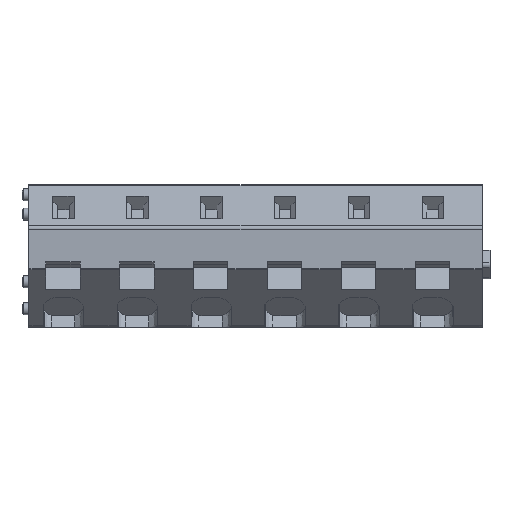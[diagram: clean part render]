
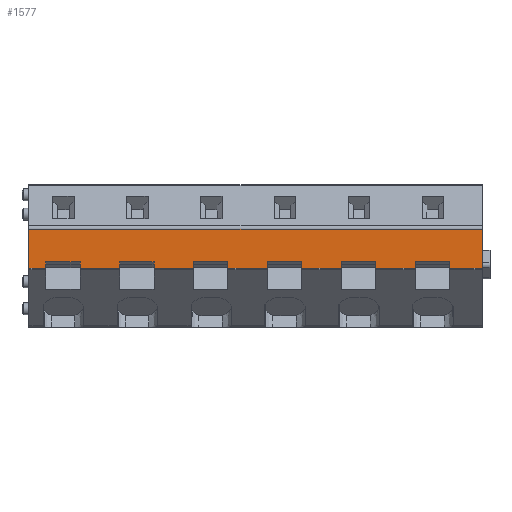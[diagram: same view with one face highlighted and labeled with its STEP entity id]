
A CAD part, top view. The second image highlights one B-rep face of the part: STEP entity #1577.
In plain terms, the highlighted planar face has unit normal (0, 0, 1).
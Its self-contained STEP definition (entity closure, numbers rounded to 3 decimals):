
#1412=AXIS2_PLACEMENT_3D('Plane Axis2P3D',#1409,#1410,#1411) ;
#1131=CARTESIAN_POINT('Vertex',(46.7,5.981,16.478)) ;
#1134=CARTESIAN_POINT('Line Origine',(3.75,5.981,16.478)) ;
#1138=CARTESIAN_POINT('Vertex',(43.4,5.981,16.478)) ;
#1161=CARTESIAN_POINT('Line Origine',(3.75,5.981,16.478)) ;
#1165=CARTESIAN_POINT('Vertex',(35.9,5.981,16.478)) ;
#1167=CARTESIAN_POINT('Vertex',(39.9,5.981,16.478)) ;
#1209=CARTESIAN_POINT('Vertex',(32.4,5.981,16.478)) ;
#1212=CARTESIAN_POINT('Line Origine',(3.75,5.981,16.478)) ;
#1216=CARTESIAN_POINT('Vertex',(28.4,5.981,16.478)) ;
#1259=CARTESIAN_POINT('Vertex',(24.9,5.981,16.478)) ;
#1262=CARTESIAN_POINT('Line Origine',(3.75,5.981,16.478)) ;
#1266=CARTESIAN_POINT('Vertex',(20.9,5.981,16.478)) ;
#1296=CARTESIAN_POINT('Vertex',(17.4,5.981,16.478)) ;
#1299=CARTESIAN_POINT('Line Origine',(3.75,5.981,16.478)) ;
#1303=CARTESIAN_POINT('Vertex',(13.4,5.981,16.478)) ;
#1338=CARTESIAN_POINT('Vertex',(9.9,5.981,16.478)) ;
#1341=CARTESIAN_POINT('Line Origine',(3.75,5.981,16.478)) ;
#1345=CARTESIAN_POINT('Vertex',(5.9,5.981,16.478)) ;
#1381=CARTESIAN_POINT('Vertex',(2.4,5.981,16.478)) ;
#1384=CARTESIAN_POINT('Line Origine',(3.75,5.981,16.478)) ;
#1388=CARTESIAN_POINT('Vertex',(0.7,5.981,16.478)) ;
#1409=CARTESIAN_POINT('Axis2P3D Location',(0.,9.977,16.478)) ;
#1414=CARTESIAN_POINT('Line Origine',(9.9,6.311,16.478)) ;
#1418=CARTESIAN_POINT('Vertex',(9.9,6.642,16.478)) ;
#1421=CARTESIAN_POINT('Line Origine',(11.65,6.642,16.478)) ;
#1425=CARTESIAN_POINT('Vertex',(13.4,6.642,16.478)) ;
#1428=CARTESIAN_POINT('Line Origine',(13.4,6.311,16.478)) ;
#1433=CARTESIAN_POINT('Line Origine',(17.4,6.311,16.478)) ;
#1437=CARTESIAN_POINT('Vertex',(17.4,6.642,16.478)) ;
#1440=CARTESIAN_POINT('Line Origine',(19.15,6.642,16.478)) ;
#1444=CARTESIAN_POINT('Vertex',(20.9,6.642,16.478)) ;
#1447=CARTESIAN_POINT('Line Origine',(20.9,6.311,16.478)) ;
#1452=CARTESIAN_POINT('Line Origine',(24.9,6.311,16.478)) ;
#1456=CARTESIAN_POINT('Vertex',(24.9,6.642,16.478)) ;
#1459=CARTESIAN_POINT('Line Origine',(26.65,6.642,16.478)) ;
#1463=CARTESIAN_POINT('Vertex',(28.4,6.642,16.478)) ;
#1466=CARTESIAN_POINT('Line Origine',(28.4,6.311,16.478)) ;
#1471=CARTESIAN_POINT('Line Origine',(32.4,6.311,16.478)) ;
#1475=CARTESIAN_POINT('Vertex',(32.4,6.642,16.478)) ;
#1478=CARTESIAN_POINT('Line Origine',(34.15,6.642,16.478)) ;
#1482=CARTESIAN_POINT('Vertex',(35.9,6.642,16.478)) ;
#1485=CARTESIAN_POINT('Line Origine',(35.9,6.311,16.478)) ;
#1490=CARTESIAN_POINT('Line Origine',(39.9,6.311,16.478)) ;
#1494=CARTESIAN_POINT('Vertex',(39.9,6.642,16.478)) ;
#1497=CARTESIAN_POINT('Line Origine',(41.65,6.642,16.478)) ;
#1501=CARTESIAN_POINT('Vertex',(43.4,6.642,16.478)) ;
#1504=CARTESIAN_POINT('Line Origine',(43.4,6.311,16.478)) ;
#1509=CARTESIAN_POINT('Line Origine',(46.7,7.979,16.478)) ;
#1513=CARTESIAN_POINT('Vertex',(46.7,9.977,16.478)) ;
#1516=CARTESIAN_POINT('Line Origine',(23.7,9.977,16.478)) ;
#1520=CARTESIAN_POINT('Vertex',(0.7,9.977,16.478)) ;
#1523=CARTESIAN_POINT('Line Origine',(0.7,7.979,16.478)) ;
#1528=CARTESIAN_POINT('Line Origine',(2.4,6.311,16.478)) ;
#1532=CARTESIAN_POINT('Vertex',(2.4,6.642,16.478)) ;
#1535=CARTESIAN_POINT('Line Origine',(4.15,6.642,16.478)) ;
#1539=CARTESIAN_POINT('Vertex',(5.9,6.642,16.478)) ;
#1542=CARTESIAN_POINT('Line Origine',(5.9,6.311,16.478)) ;
#1135=DIRECTION('Vector Direction',(-1.,0.,0.)) ;
#1162=DIRECTION('Vector Direction',(-1.,0.,0.)) ;
#1213=DIRECTION('Vector Direction',(-1.,0.,0.)) ;
#1263=DIRECTION('Vector Direction',(-1.,0.,0.)) ;
#1300=DIRECTION('Vector Direction',(-1.,0.,0.)) ;
#1342=DIRECTION('Vector Direction',(-1.,0.,0.)) ;
#1385=DIRECTION('Vector Direction',(-1.,0.,0.)) ;
#1410=DIRECTION('Axis2P3D Direction',(-0.,0.,1.)) ;
#1411=DIRECTION('Axis2P3D XDirection',(0.,-1.,0.)) ;
#1415=DIRECTION('Vector Direction',(0.,-1.,0.)) ;
#1422=DIRECTION('Vector Direction',(-1.,0.,0.)) ;
#1429=DIRECTION('Vector Direction',(0.,-1.,0.)) ;
#1434=DIRECTION('Vector Direction',(0.,-1.,0.)) ;
#1441=DIRECTION('Vector Direction',(-1.,0.,0.)) ;
#1448=DIRECTION('Vector Direction',(0.,-1.,0.)) ;
#1453=DIRECTION('Vector Direction',(0.,-1.,0.)) ;
#1460=DIRECTION('Vector Direction',(-1.,0.,0.)) ;
#1467=DIRECTION('Vector Direction',(0.,-1.,0.)) ;
#1472=DIRECTION('Vector Direction',(0.,-1.,0.)) ;
#1479=DIRECTION('Vector Direction',(-1.,0.,0.)) ;
#1486=DIRECTION('Vector Direction',(0.,-1.,0.)) ;
#1491=DIRECTION('Vector Direction',(0.,-1.,0.)) ;
#1498=DIRECTION('Vector Direction',(-1.,0.,0.)) ;
#1505=DIRECTION('Vector Direction',(0.,-1.,0.)) ;
#1510=DIRECTION('Vector Direction',(0.,-1.,0.)) ;
#1517=DIRECTION('Vector Direction',(1.,0.,0.)) ;
#1524=DIRECTION('Vector Direction',(0.,-1.,0.)) ;
#1529=DIRECTION('Vector Direction',(0.,-1.,0.)) ;
#1536=DIRECTION('Vector Direction',(-1.,0.,0.)) ;
#1543=DIRECTION('Vector Direction',(0.,-1.,0.)) ;
#1136=VECTOR('Line Direction',#1135,1.) ;
#1163=VECTOR('Line Direction',#1162,1.) ;
#1214=VECTOR('Line Direction',#1213,1.) ;
#1264=VECTOR('Line Direction',#1263,1.) ;
#1301=VECTOR('Line Direction',#1300,1.) ;
#1343=VECTOR('Line Direction',#1342,1.) ;
#1386=VECTOR('Line Direction',#1385,1.) ;
#1416=VECTOR('Line Direction',#1415,1.) ;
#1423=VECTOR('Line Direction',#1422,1.) ;
#1430=VECTOR('Line Direction',#1429,1.) ;
#1435=VECTOR('Line Direction',#1434,1.) ;
#1442=VECTOR('Line Direction',#1441,1.) ;
#1449=VECTOR('Line Direction',#1448,1.) ;
#1454=VECTOR('Line Direction',#1453,1.) ;
#1461=VECTOR('Line Direction',#1460,1.) ;
#1468=VECTOR('Line Direction',#1467,1.) ;
#1473=VECTOR('Line Direction',#1472,1.) ;
#1480=VECTOR('Line Direction',#1479,1.) ;
#1487=VECTOR('Line Direction',#1486,1.) ;
#1492=VECTOR('Line Direction',#1491,1.) ;
#1499=VECTOR('Line Direction',#1498,1.) ;
#1506=VECTOR('Line Direction',#1505,1.) ;
#1511=VECTOR('Line Direction',#1510,1.) ;
#1518=VECTOR('Line Direction',#1517,1.) ;
#1525=VECTOR('Line Direction',#1524,1.) ;
#1530=VECTOR('Line Direction',#1529,1.) ;
#1537=VECTOR('Line Direction',#1536,1.) ;
#1544=VECTOR('Line Direction',#1543,1.) ;
#1548=ORIENTED_EDGE('',*,*,#1347,.T.) ;
#1549=ORIENTED_EDGE('',*,*,#1420,.F.) ;
#1550=ORIENTED_EDGE('',*,*,#1427,.F.) ;
#1551=ORIENTED_EDGE('',*,*,#1432,.T.) ;
#1552=ORIENTED_EDGE('',*,*,#1305,.T.) ;
#1553=ORIENTED_EDGE('',*,*,#1439,.F.) ;
#1554=ORIENTED_EDGE('',*,*,#1446,.F.) ;
#1555=ORIENTED_EDGE('',*,*,#1451,.T.) ;
#1556=ORIENTED_EDGE('',*,*,#1268,.T.) ;
#1557=ORIENTED_EDGE('',*,*,#1458,.F.) ;
#1558=ORIENTED_EDGE('',*,*,#1465,.F.) ;
#1559=ORIENTED_EDGE('',*,*,#1470,.T.) ;
#1560=ORIENTED_EDGE('',*,*,#1218,.T.) ;
#1561=ORIENTED_EDGE('',*,*,#1477,.F.) ;
#1562=ORIENTED_EDGE('',*,*,#1484,.F.) ;
#1563=ORIENTED_EDGE('',*,*,#1489,.T.) ;
#1564=ORIENTED_EDGE('',*,*,#1169,.T.) ;
#1565=ORIENTED_EDGE('',*,*,#1496,.F.) ;
#1566=ORIENTED_EDGE('',*,*,#1503,.F.) ;
#1567=ORIENTED_EDGE('',*,*,#1508,.T.) ;
#1568=ORIENTED_EDGE('',*,*,#1140,.T.) ;
#1569=ORIENTED_EDGE('',*,*,#1515,.F.) ;
#1570=ORIENTED_EDGE('',*,*,#1522,.F.) ;
#1571=ORIENTED_EDGE('',*,*,#1527,.F.) ;
#1572=ORIENTED_EDGE('',*,*,#1390,.T.) ;
#1573=ORIENTED_EDGE('',*,*,#1534,.F.) ;
#1574=ORIENTED_EDGE('',*,*,#1541,.F.) ;
#1575=ORIENTED_EDGE('',*,*,#1546,.T.) ;
#1577=ADVANCED_FACE('HOUSING',(#1576),#1413,.T.) ;
#1140=EDGE_CURVE('',#1139,#1132,#1137,.F.) ;
#1169=EDGE_CURVE('',#1166,#1168,#1164,.F.) ;
#1218=EDGE_CURVE('',#1217,#1210,#1215,.F.) ;
#1268=EDGE_CURVE('',#1267,#1260,#1265,.F.) ;
#1305=EDGE_CURVE('',#1304,#1297,#1302,.F.) ;
#1347=EDGE_CURVE('',#1346,#1339,#1344,.F.) ;
#1390=EDGE_CURVE('',#1389,#1382,#1387,.F.) ;
#1420=EDGE_CURVE('',#1419,#1339,#1417,.T.) ;
#1427=EDGE_CURVE('',#1426,#1419,#1424,.T.) ;
#1432=EDGE_CURVE('',#1426,#1304,#1431,.T.) ;
#1439=EDGE_CURVE('',#1438,#1297,#1436,.T.) ;
#1446=EDGE_CURVE('',#1445,#1438,#1443,.T.) ;
#1451=EDGE_CURVE('',#1445,#1267,#1450,.T.) ;
#1458=EDGE_CURVE('',#1457,#1260,#1455,.T.) ;
#1465=EDGE_CURVE('',#1464,#1457,#1462,.T.) ;
#1470=EDGE_CURVE('',#1464,#1217,#1469,.T.) ;
#1477=EDGE_CURVE('',#1476,#1210,#1474,.T.) ;
#1484=EDGE_CURVE('',#1483,#1476,#1481,.T.) ;
#1489=EDGE_CURVE('',#1483,#1166,#1488,.T.) ;
#1496=EDGE_CURVE('',#1495,#1168,#1493,.T.) ;
#1503=EDGE_CURVE('',#1502,#1495,#1500,.T.) ;
#1508=EDGE_CURVE('',#1502,#1139,#1507,.T.) ;
#1515=EDGE_CURVE('',#1514,#1132,#1512,.T.) ;
#1522=EDGE_CURVE('',#1521,#1514,#1519,.T.) ;
#1527=EDGE_CURVE('',#1389,#1521,#1526,.F.) ;
#1534=EDGE_CURVE('',#1533,#1382,#1531,.T.) ;
#1541=EDGE_CURVE('',#1540,#1533,#1538,.T.) ;
#1546=EDGE_CURVE('',#1540,#1346,#1545,.T.) ;
#1547=EDGE_LOOP('',(#1548,#1549,#1550,#1551,#1552,#1553,#1554,#1555,#1556,#1557,#1558,#1559,#1560,#1561,#1562,#1563,#1564,#1565,#1566,#1567,#1568,#1569,#1570,#1571,#1572,#1573,#1574,#1575)) ;
#1576=FACE_OUTER_BOUND('',#1547,.T.) ;
#1137=LINE('Line',#1134,#1136) ;
#1164=LINE('Line',#1161,#1163) ;
#1215=LINE('Line',#1212,#1214) ;
#1265=LINE('Line',#1262,#1264) ;
#1302=LINE('Line',#1299,#1301) ;
#1344=LINE('Line',#1341,#1343) ;
#1387=LINE('Line',#1384,#1386) ;
#1417=LINE('Line',#1414,#1416) ;
#1424=LINE('Line',#1421,#1423) ;
#1431=LINE('Line',#1428,#1430) ;
#1436=LINE('Line',#1433,#1435) ;
#1443=LINE('Line',#1440,#1442) ;
#1450=LINE('Line',#1447,#1449) ;
#1455=LINE('Line',#1452,#1454) ;
#1462=LINE('Line',#1459,#1461) ;
#1469=LINE('Line',#1466,#1468) ;
#1474=LINE('Line',#1471,#1473) ;
#1481=LINE('Line',#1478,#1480) ;
#1488=LINE('Line',#1485,#1487) ;
#1493=LINE('Line',#1490,#1492) ;
#1500=LINE('Line',#1497,#1499) ;
#1507=LINE('Line',#1504,#1506) ;
#1512=LINE('Line',#1509,#1511) ;
#1519=LINE('Line',#1516,#1518) ;
#1526=LINE('Line',#1523,#1525) ;
#1531=LINE('Line',#1528,#1530) ;
#1538=LINE('Line',#1535,#1537) ;
#1545=LINE('Line',#1542,#1544) ;
#1413=PLANE('',#1412) ;
#1132=VERTEX_POINT('',#1131) ;
#1139=VERTEX_POINT('',#1138) ;
#1166=VERTEX_POINT('',#1165) ;
#1168=VERTEX_POINT('',#1167) ;
#1210=VERTEX_POINT('',#1209) ;
#1217=VERTEX_POINT('',#1216) ;
#1260=VERTEX_POINT('',#1259) ;
#1267=VERTEX_POINT('',#1266) ;
#1297=VERTEX_POINT('',#1296) ;
#1304=VERTEX_POINT('',#1303) ;
#1339=VERTEX_POINT('',#1338) ;
#1346=VERTEX_POINT('',#1345) ;
#1382=VERTEX_POINT('',#1381) ;
#1389=VERTEX_POINT('',#1388) ;
#1419=VERTEX_POINT('',#1418) ;
#1426=VERTEX_POINT('',#1425) ;
#1438=VERTEX_POINT('',#1437) ;
#1445=VERTEX_POINT('',#1444) ;
#1457=VERTEX_POINT('',#1456) ;
#1464=VERTEX_POINT('',#1463) ;
#1476=VERTEX_POINT('',#1475) ;
#1483=VERTEX_POINT('',#1482) ;
#1495=VERTEX_POINT('',#1494) ;
#1502=VERTEX_POINT('',#1501) ;
#1514=VERTEX_POINT('',#1513) ;
#1521=VERTEX_POINT('',#1520) ;
#1533=VERTEX_POINT('',#1532) ;
#1540=VERTEX_POINT('',#1539) ;
